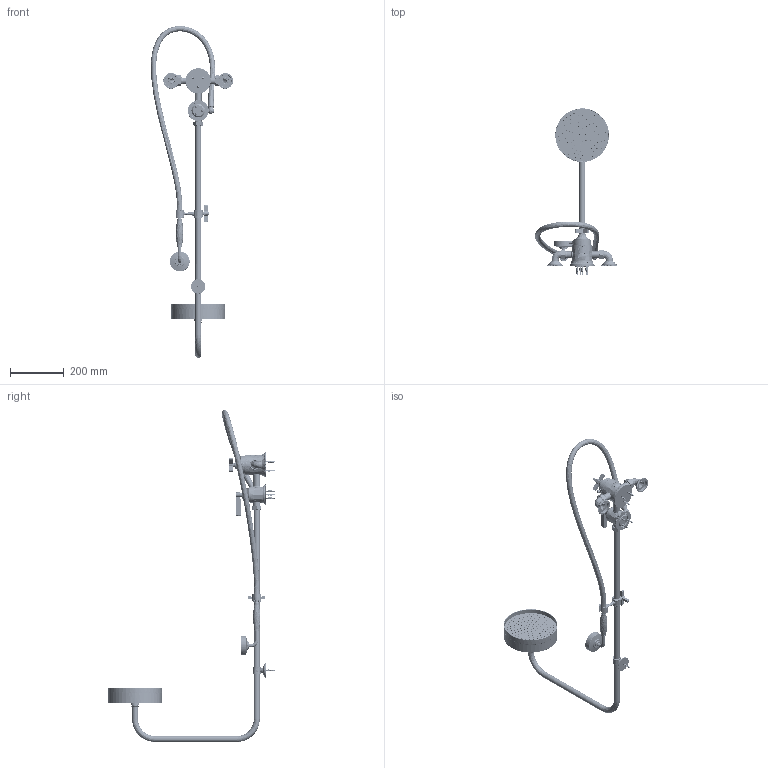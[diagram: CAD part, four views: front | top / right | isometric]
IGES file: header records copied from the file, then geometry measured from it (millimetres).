
Global section: file name: V6KA5XM; native system: Autodesk Inventor 2014; preprocessor: unknown; author: adaniels; date: 20141215.124737; units: millimetre
Bounding box: 306.61 x 625.1 x 1238.02 mm (x, y, z)
Volume: 2475163.2 mm3; surface area: 857491.9 mm2
Topology: 126 solids, 140 shells, 7717 faces, 19905 edges, 13043 vertices
Faces by surface type: bspline 7717
